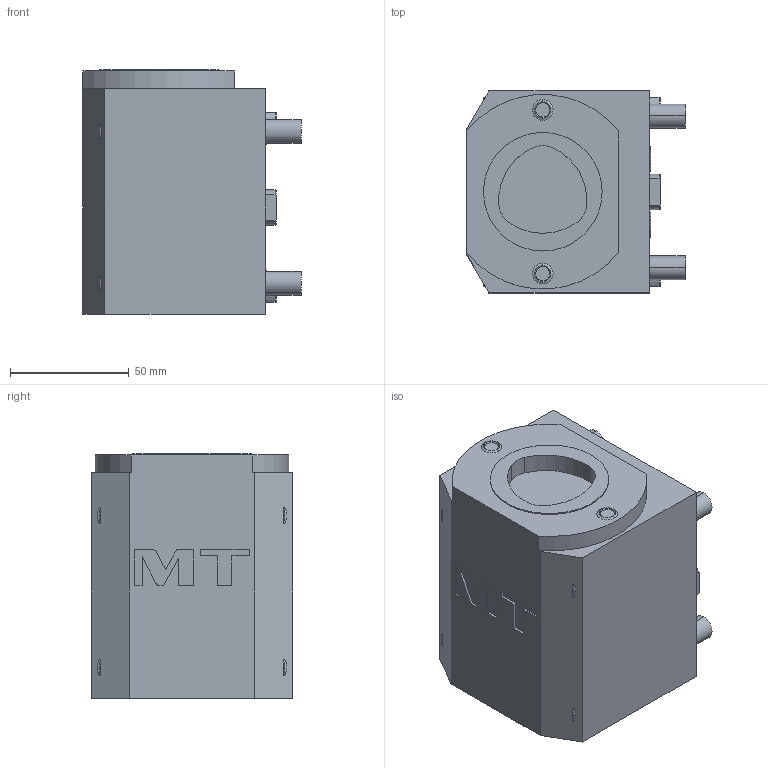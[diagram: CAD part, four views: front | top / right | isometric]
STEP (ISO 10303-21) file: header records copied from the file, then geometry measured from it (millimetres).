
FILE_DESCRIPTION((''),'2;1');
FILE_NAME('DWO3675010_CONF','2023-04-20T08:37:47',('gvalli'),('M.T. srl'),'CREO PARAMETRIC BY PTC INC, 2021072','CREO PARAMETRIC BY PTC INC, 2021072','');
FILE_SCHEMA(('CONFIG_CONTROL_DESIGN'));
Length unit declared in the file: millimetre
Products named in the file (1): DWO3675010_CONF
Bounding box: 92 x 85 x 103 mm (x, y, z)
Volume: 641940.4 mm3; surface area: 48067 mm2
Topology: 1 solids, 1 shells, 111 faces, 267 edges, 178 vertices
Faces by surface type: plane 59, cylinder 26, cone 12, torus 8, sphere 4, extrusion 2
Entity records: 3626 total; most frequent: CARTESIAN_POINT 935, DIRECTION 559, ORIENTED_EDGE 534, EDGE_CURVE 267, AXIS2_PLACEMENT_3D 205, VERTEX_POINT 178, VECTOR 149, LINE 147
